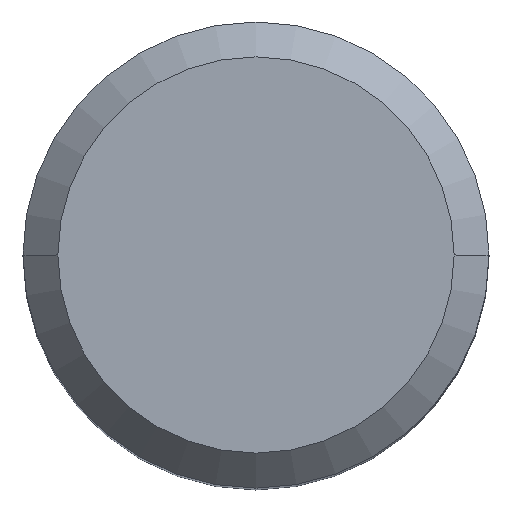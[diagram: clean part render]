
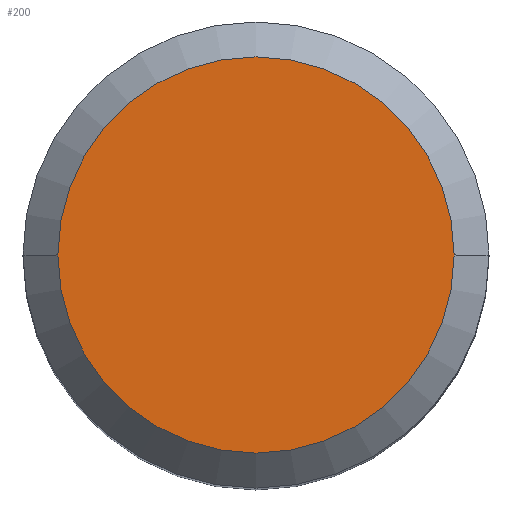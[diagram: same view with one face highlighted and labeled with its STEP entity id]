
A CAD part, top view. The second image highlights one B-rep face of the part: STEP entity #200.
In plain terms, the highlighted planar face has unit normal (0, 0, 1).
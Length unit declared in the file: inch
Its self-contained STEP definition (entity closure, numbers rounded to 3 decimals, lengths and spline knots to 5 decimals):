
#60 = AXIS2_PLACEMENT_3D ( 'NONE', #287, #487, #491 ) ;
#76 = VERTEX_POINT ( 'NONE', #212 ) ;
#93 = FACE_OUTER_BOUND ( 'NONE', #109, .T. ) ;
#106 = EDGE_CURVE ( 'NONE', #76, #161, #198, .T. ) ;
#109 = EDGE_LOOP ( 'NONE', ( #375, #129 ) ) ;
#120 = AXIS2_PLACEMENT_3D ( 'NONE', #254, #332, #295 ) ;
#129 = ORIENTED_EDGE ( 'NONE', *, *, #106, .T. ) ;
#161 = VERTEX_POINT ( 'NONE', #322 ) ;
#165 = CARTESIAN_POINT ( 'NONE',  ( 0., 0., 0. ) ) ;
#198 = CIRCLE ( 'NONE', #396, 0.33465 ) ;
#200 = ADVANCED_FACE ( 'NONE', ( #93 ), #394, .F. ) ;
#212 = CARTESIAN_POINT ( 'NONE',  ( 0.33465, 0., 0. ) ) ;
#213 = EDGE_CURVE ( 'NONE', #161, #76, #245, .T. ) ;
#245 = CIRCLE ( 'NONE', #120, 0.33465 ) ;
#254 = CARTESIAN_POINT ( 'NONE',  ( 0., 0., 0. ) ) ;
#287 = CARTESIAN_POINT ( 'NONE',  ( 0., 0., 0. ) ) ;
#289 = DIRECTION ( 'NONE',  ( 0., 0., 1. ) ) ;
#295 = DIRECTION ( 'NONE',  ( 1., 0., 0. ) ) ;
#317 = DIRECTION ( 'NONE',  ( 1., 0., 0. ) ) ;
#322 = CARTESIAN_POINT ( 'NONE',  ( -0.33465, 0., 0. ) ) ;
#332 = DIRECTION ( 'NONE',  ( 0., 0., 1. ) ) ;
#375 = ORIENTED_EDGE ( 'NONE', *, *, #213, .T. ) ;
#394 = PLANE ( 'NONE',  #60 ) ;
#396 = AXIS2_PLACEMENT_3D ( 'NONE', #165, #289, #317 ) ;
#487 = DIRECTION ( 'NONE',  ( 0., 0., -1. ) ) ;
#491 = DIRECTION ( 'NONE',  ( -1., 0., 0. ) ) ;
